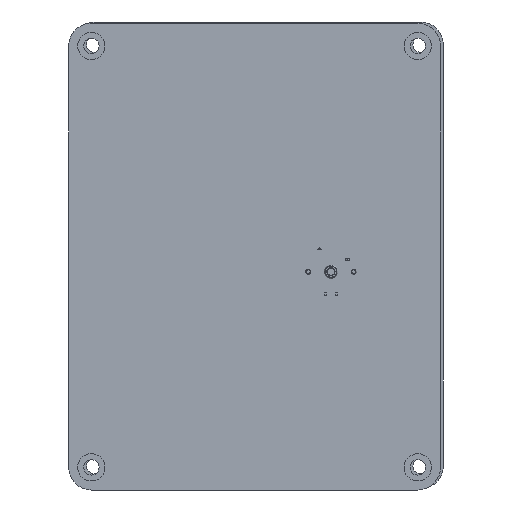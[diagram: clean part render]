
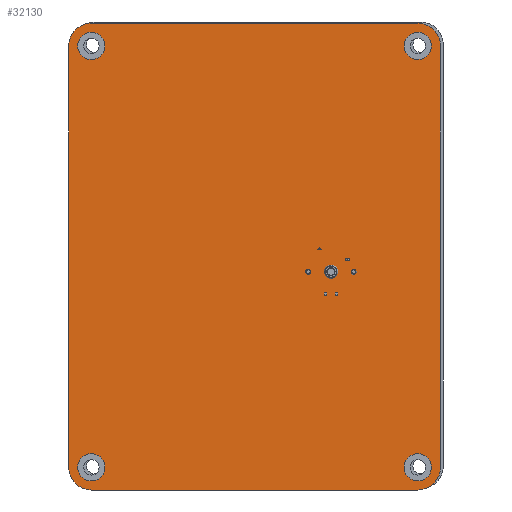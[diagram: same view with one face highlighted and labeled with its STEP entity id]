
A CAD part, front view. The second image highlights one B-rep face of the part: STEP entity #32130.
In plain terms, the highlighted planar face has unit normal (0, -1, 0).
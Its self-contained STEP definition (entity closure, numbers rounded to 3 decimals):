
#1622=FACE_BOUND('',#4422,.T.);
#1623=FACE_BOUND('',#4423,.T.);
#1624=FACE_BOUND('',#4424,.T.);
#1625=FACE_BOUND('',#4425,.T.);
#1720=PLANE('',#34294);
#2378=FACE_OUTER_BOUND('',#4421,.T.);
#4421=EDGE_LOOP('',(#21491,#21492,#21493,#21494,#21495,#21496,#21497,#21498));
#4422=EDGE_LOOP('',(#21499));
#4423=EDGE_LOOP('',(#21500));
#4424=EDGE_LOOP('',(#21501));
#4425=EDGE_LOOP('',(#21502));
#6532=LINE('',#47040,#9199);
#6545=LINE('',#47081,#9212);
#6548=LINE('',#47089,#9215);
#6550=LINE('',#47095,#9217);
#9199=VECTOR('',#37638,10.);
#9212=VECTOR('',#37673,10.);
#9215=VECTOR('',#37682,10.);
#9217=VECTOR('',#37690,10.);
#11859=CIRCLE('',#34255,5.);
#11867=CIRCLE('',#34266,5.);
#11868=CIRCLE('',#34269,5.);
#11869=CIRCLE('',#34272,5.);
#11871=CIRCLE('',#34282,3.);
#11873=CIRCLE('',#34285,3.);
#11875=CIRCLE('',#34288,3.);
#11877=CIRCLE('',#34291,3.);
#13367=VERTEX_POINT('',#47022);
#13368=VERTEX_POINT('',#47024);
#13374=VERTEX_POINT('',#47038);
#13390=VERTEX_POINT('',#47075);
#13391=VERTEX_POINT('',#47079);
#13392=VERTEX_POINT('',#47083);
#13393=VERTEX_POINT('',#47087);
#13394=VERTEX_POINT('',#47091);
#13402=VERTEX_POINT('',#47123);
#13404=VERTEX_POINT('',#47129);
#13406=VERTEX_POINT('',#47135);
#13408=VERTEX_POINT('',#47141);
#16385=EDGE_CURVE('',#13367,#13368,#11859,.T.);
#16393=EDGE_CURVE('',#13367,#13374,#6532,.T.);
#16412=EDGE_CURVE('',#13390,#13374,#11867,.T.);
#16414=EDGE_CURVE('',#13390,#13391,#6545,.T.);
#16416=EDGE_CURVE('',#13392,#13391,#11868,.T.);
#16418=EDGE_CURVE('',#13392,#13393,#6548,.T.);
#16420=EDGE_CURVE('',#13394,#13393,#11869,.T.);
#16421=EDGE_CURVE('',#13394,#13368,#6550,.T.);
#16436=EDGE_CURVE('',#13402,#13402,#11871,.T.);
#16439=EDGE_CURVE('',#13404,#13404,#11873,.T.);
#16442=EDGE_CURVE('',#13406,#13406,#11875,.T.);
#16445=EDGE_CURVE('',#13408,#13408,#11877,.T.);
#21491=ORIENTED_EDGE('',*,*,#16385,.F.);
#21492=ORIENTED_EDGE('',*,*,#16393,.T.);
#21493=ORIENTED_EDGE('',*,*,#16412,.F.);
#21494=ORIENTED_EDGE('',*,*,#16414,.T.);
#21495=ORIENTED_EDGE('',*,*,#16416,.F.);
#21496=ORIENTED_EDGE('',*,*,#16418,.T.);
#21497=ORIENTED_EDGE('',*,*,#16420,.F.);
#21498=ORIENTED_EDGE('',*,*,#16421,.T.);
#21499=ORIENTED_EDGE('',*,*,#16436,.F.);
#21500=ORIENTED_EDGE('',*,*,#16445,.F.);
#21501=ORIENTED_EDGE('',*,*,#16439,.F.);
#21502=ORIENTED_EDGE('',*,*,#16442,.F.);
#32130=ADVANCED_FACE('',(#2378,#1622,#1623,#1624,#1625),#1720,.F.);
#34255=AXIS2_PLACEMENT_3D('',#47025,#37627,#37628);
#34266=AXIS2_PLACEMENT_3D('',#47077,#37668,#37669);
#34269=AXIS2_PLACEMENT_3D('',#47085,#37677,#37678);
#34272=AXIS2_PLACEMENT_3D('',#47093,#37686,#37687);
#34282=AXIS2_PLACEMENT_3D('',#47125,#37720,#37721);
#34285=AXIS2_PLACEMENT_3D('',#47131,#37727,#37728);
#34288=AXIS2_PLACEMENT_3D('',#47137,#37734,#37735);
#34291=AXIS2_PLACEMENT_3D('',#47143,#37741,#37742);
#34294=AXIS2_PLACEMENT_3D('',#47147,#37748,#37749);
#37627=DIRECTION('center_axis',(0.,1.,0.));
#37628=DIRECTION('ref_axis',(-0.707,0.,-0.707));
#37638=DIRECTION('',(1.,0.,0.));
#37668=DIRECTION('center_axis',(0.,1.,0.));
#37669=DIRECTION('ref_axis',(0.707,0.,-0.707));
#37673=DIRECTION('',(0.,0.,1.));
#37677=DIRECTION('center_axis',(0.,1.,0.));
#37678=DIRECTION('ref_axis',(0.707,0.,0.707));
#37682=DIRECTION('',(-1.,0.,0.));
#37686=DIRECTION('center_axis',(0.,1.,0.));
#37687=DIRECTION('ref_axis',(-0.707,0.,0.707));
#37690=DIRECTION('',(0.,0.,-1.));
#37720=DIRECTION('center_axis',(0.,-1.,0.));
#37721=DIRECTION('ref_axis',(1.,0.,0.));
#37727=DIRECTION('center_axis',(0.,-1.,0.));
#37728=DIRECTION('ref_axis',(1.,0.,0.));
#37734=DIRECTION('center_axis',(0.,-1.,0.));
#37735=DIRECTION('ref_axis',(1.,0.,0.));
#37741=DIRECTION('center_axis',(0.,-1.,0.));
#37742=DIRECTION('ref_axis',(1.,0.,0.));
#37748=DIRECTION('center_axis',(0.,1.,0.));
#37749=DIRECTION('ref_axis',(1.,0.,0.));
#47022=CARTESIAN_POINT('',(-39.5,0.,-69.5));
#47024=CARTESIAN_POINT('',(-44.5,0.,-64.5));
#47025=CARTESIAN_POINT('Origin',(-39.5,0.,-64.5));
#47038=CARTESIAN_POINT('',(32.5,0.,-69.5));
#47040=CARTESIAN_POINT('',(-44.5,0.,-69.5));
#47075=CARTESIAN_POINT('',(37.5,0.,-64.5));
#47077=CARTESIAN_POINT('Origin',(32.5,0.,-64.5));
#47079=CARTESIAN_POINT('',(37.5,0.,28.45));
#47081=CARTESIAN_POINT('',(37.5,0.,-69.5));
#47083=CARTESIAN_POINT('',(32.5,0.,33.45));
#47085=CARTESIAN_POINT('Origin',(32.5,0.,28.45));
#47087=CARTESIAN_POINT('',(-39.5,0.,33.45));
#47089=CARTESIAN_POINT('',(37.5,0.,33.45));
#47091=CARTESIAN_POINT('',(-44.5,0.,28.45));
#47093=CARTESIAN_POINT('Origin',(-39.5,0.,28.45));
#47095=CARTESIAN_POINT('',(-44.5,0.,33.45));
#47123=CARTESIAN_POINT('',(29.5,0.,28.45));
#47125=CARTESIAN_POINT('Origin',(32.5,0.,28.45));
#47129=CARTESIAN_POINT('',(29.5,0.,-64.5));
#47131=CARTESIAN_POINT('Origin',(32.5,0.,-64.5));
#47135=CARTESIAN_POINT('',(-42.5,0.,-64.5));
#47137=CARTESIAN_POINT('Origin',(-39.5,0.,-64.5));
#47141=CARTESIAN_POINT('',(-42.5,0.,28.45));
#47143=CARTESIAN_POINT('Origin',(-39.5,0.,28.45));
#47147=CARTESIAN_POINT('Origin',(-3.5,0.,-18.025));
